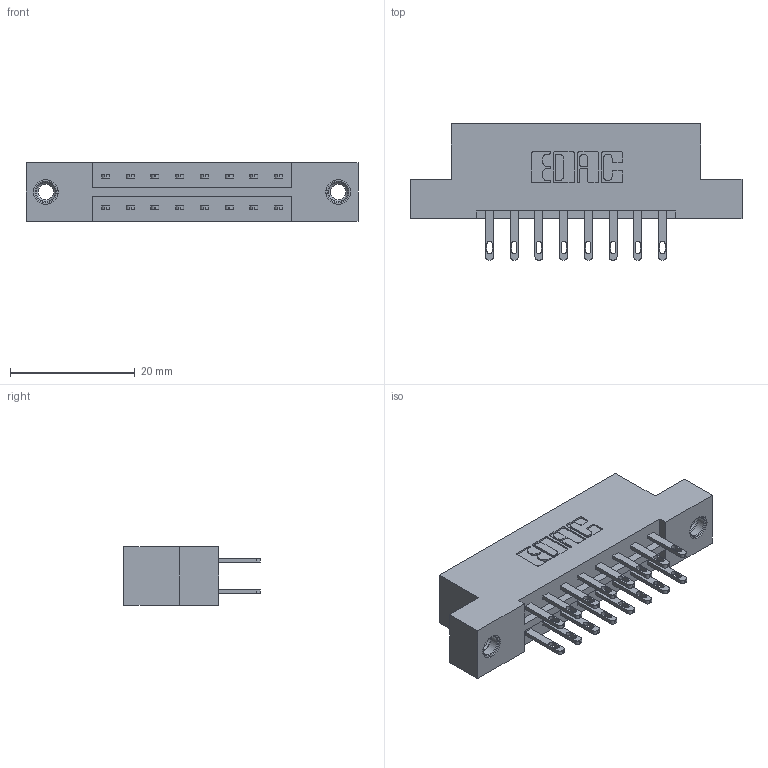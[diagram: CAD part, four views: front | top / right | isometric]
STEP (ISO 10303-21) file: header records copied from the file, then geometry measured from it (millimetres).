
FILE_DESCRIPTION (( 'STEP AP203' ), '1' );
FILE_NAME ('833-016-500-207.STEP', '2020-05-31T16:39:13', ( '' ), ( '' ), 'SwSTEP 2.0', 'SolidWorks 2020', '' );
FILE_SCHEMA (( 'CONFIG_CONTROL_DESIGN' ));
Length unit declared in the file: inch
Products named in the file (4): 345-292-001_345-293-100; 833 Part_Flush - .156 Dia - TI; 345-250-001_345-250-005-103; 833-016-500-207
Assembly tree (19 placements, depth 2):
  833-016-500-207
    833 Part_Flush - .156 Dia - TI
    345-292-001_345-293-100  x16
    345-250-001_345-250-005-103  x2
Bounding box: 53.24 x 21.85 x 9.4 mm (x, y, z)
Volume: 5152.8 mm3; surface area: 5936.7 mm2
Topology: 19 solids, 19 shells, 942 faces, 2799 edges, 1858 vertices
Faces by surface type: plane 582, cylinder 344, cone 12, torus 4
Entity records: 10660 total; most frequent: CARTESIAN_POINT 1789, ORIENTED_EDGE 1718, DIRECTION 1621, EDGE_CURVE 859, VECTOR 707, LINE 707, VERTEX_POINT 568, AXIS2_PLACEMENT_3D 457
